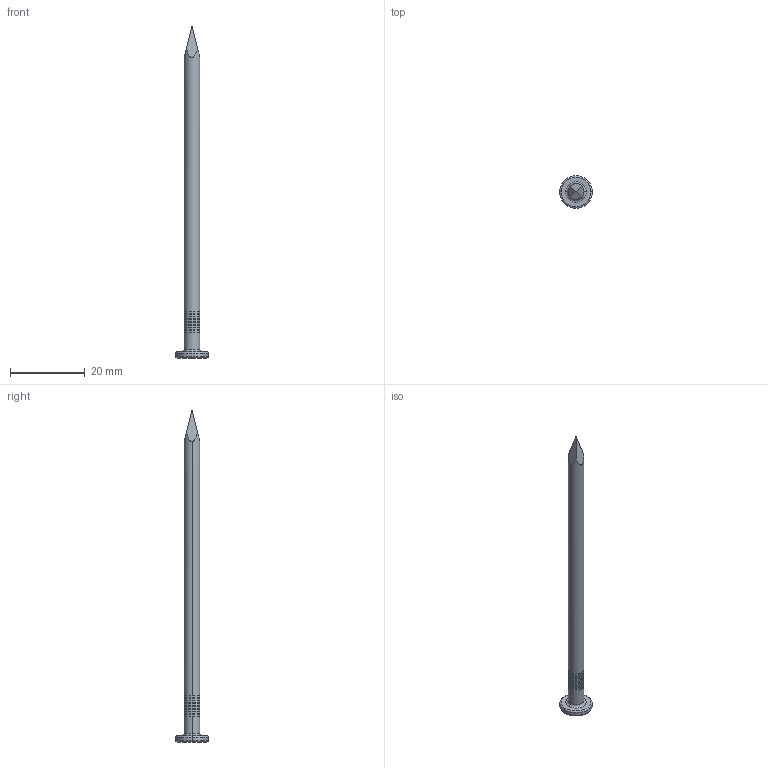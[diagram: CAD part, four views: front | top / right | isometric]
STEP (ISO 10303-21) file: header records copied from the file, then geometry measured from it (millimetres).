
FILE_DESCRIPTION (( 'STEP AP203' ), '1' );
FILE_NAME ('97807A110_Aluminum Nails.STEP', '2022-07-21T15:50:07', ( 'Administrator' ), ( 'Managed by Terraform' ), 'SwSTEP 2.0', 'SolidWorks 2017', '' );
FILE_SCHEMA (( 'CONFIG_CONTROL_DESIGN' ));
Length unit declared in the file: inch
Products named in the file (1): 97807A110_Aluminum Nails
Bounding box: 8.73 x 8.73 x 88.9 mm (x, y, z)
Volume: 1243.9 mm3; surface area: 1255.7 mm2
Topology: 1 solids, 1 shells, 59 faces, 120 edges, 78 vertices
Faces by surface type: cylinder 32, plane 21, torus 6
Entity records: 1659 total; most frequent: DIRECTION 308, CARTESIAN_POINT 276, ORIENTED_EDGE 240, AXIS2_PLACEMENT_3D 134, EDGE_CURVE 120, VERTEX_POINT 78, EDGE_LOOP 74, CIRCLE 74
